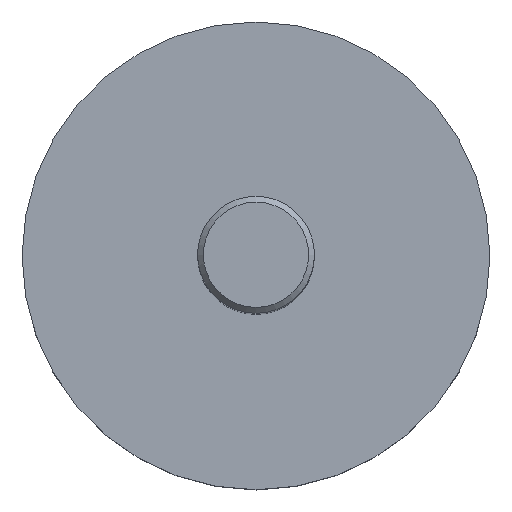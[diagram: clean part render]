
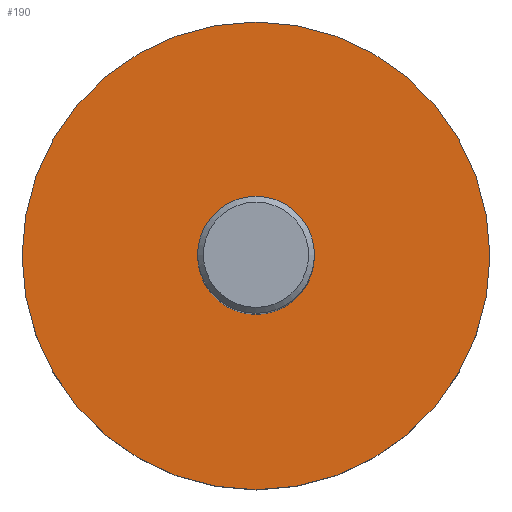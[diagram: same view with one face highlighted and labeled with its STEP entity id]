
A CAD part, top view. The second image highlights one B-rep face of the part: STEP entity #190.
In plain terms, the highlighted planar face has unit normal (0, 0, 1).
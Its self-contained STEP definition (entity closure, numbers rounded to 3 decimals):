
#76=CARTESIAN_POINT('',(2.5,0.,5.));
#77=VERTEX_POINT('',#76);
#78=CARTESIAN_POINT('',(-2.5,0.,5.));
#79=VERTEX_POINT('',#78);
#80=CARTESIAN_POINT('',(0.,0.,5.));
#81=DIRECTION('',(1.,0.,0.));
#82=DIRECTION('',(0.,0.,1.));
#83=AXIS2_PLACEMENT_3D('',#80,#82,#81);
#84=CIRCLE('',#83,2.5);
#85=EDGE_CURVE('',#77,#79,#84,.T.);
#96=CARTESIAN_POINT('',(0.,0.,5.));
#97=DIRECTION('',(-1.,0.,0.));
#98=DIRECTION('',(-0.,0.,1.));
#99=AXIS2_PLACEMENT_3D('',#96,#98,#97);
#100=CIRCLE('',#99,2.5);
#101=EDGE_CURVE('',#79,#77,#100,.T.);
#121=CARTESIAN_POINT('',(10.,0.,5.));
#122=VERTEX_POINT('',#121);
#123=CARTESIAN_POINT('',(-10.,0.,5.));
#124=VERTEX_POINT('',#123);
#125=CARTESIAN_POINT('',(0.,0.,5.));
#126=DIRECTION('',(1.,0.,0.));
#127=DIRECTION('',(-0.,0.,-1.));
#128=AXIS2_PLACEMENT_3D('',#125,#127,#126);
#129=CIRCLE('',#128,10.);
#130=EDGE_CURVE('',#122,#124,#129,.T.);
#157=CARTESIAN_POINT('',(0.,0.,5.));
#158=DIRECTION('',(-1.,0.,0.));
#159=DIRECTION('',(0.,0.,-1.));
#160=AXIS2_PLACEMENT_3D('',#157,#159,#158);
#161=CIRCLE('',#160,10.);
#162=EDGE_CURVE('',#124,#122,#161,.T.);
#177=CARTESIAN_POINT('',(0.,0.,5.));
#178=DIRECTION('',(1.,0.,0.));
#179=DIRECTION('',(0.,0.,1.));
#180=AXIS2_PLACEMENT_3D('',#177,#179,#178);
#181=PLANE('',#180);
#182=ORIENTED_EDGE('',*,*,#162,.F.);
#183=ORIENTED_EDGE('',*,*,#130,.F.);
#184=EDGE_LOOP('',(#182,#183));
#185=FACE_OUTER_BOUND('',#184,.T.);
#186=ORIENTED_EDGE('',*,*,#101,.F.);
#187=ORIENTED_EDGE('',*,*,#85,.F.);
#188=EDGE_LOOP('',(#186,#187));
#189=FACE_BOUND('',#188,.T.);
#190=ADVANCED_FACE('F6',(#185,#189),#181,.T.);
